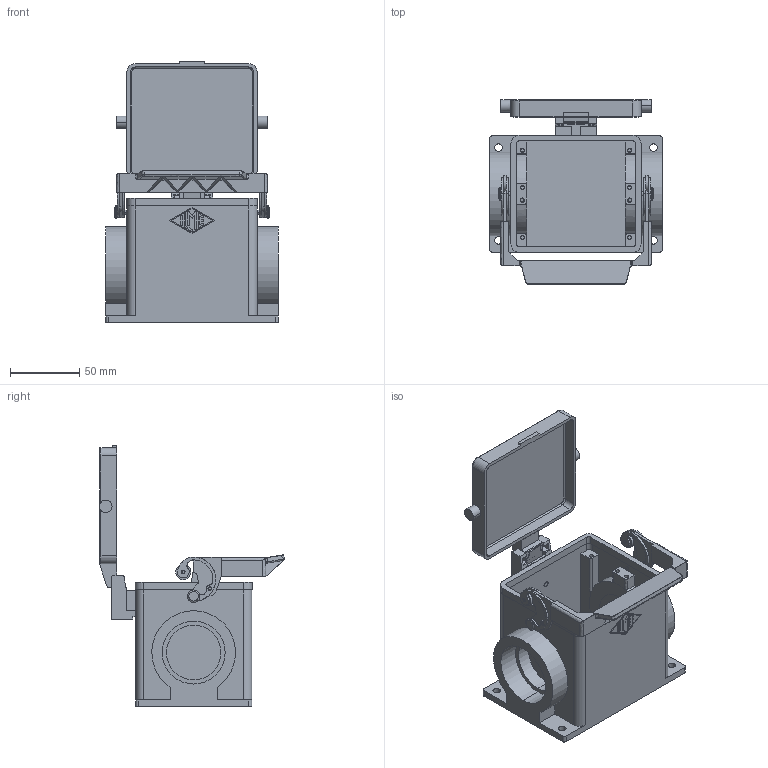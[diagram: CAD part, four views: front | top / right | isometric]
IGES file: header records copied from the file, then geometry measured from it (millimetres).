
Start section: Elysium IGES Interface
Global section: file name: 67HCHPT_32_6_LS.igs; native system: Creo Elements/Direct Modeling 18.0B  02-Dec-2011; preprocessor: Creo Element/Direct IGES_3D V2.2; author: Unknown; organization: Unknown; date: 20130114.145155; units: millimetre
Bounding box: 125 x 133.59 x 189.2 mm (x, y, z)
Volume: 325437.8 mm3; surface area: 138846.2 mm2
Topology: 5 solids, 7 shells, 594 faces, 1522 edges, 985 vertices
Faces by surface type: bspline 594
